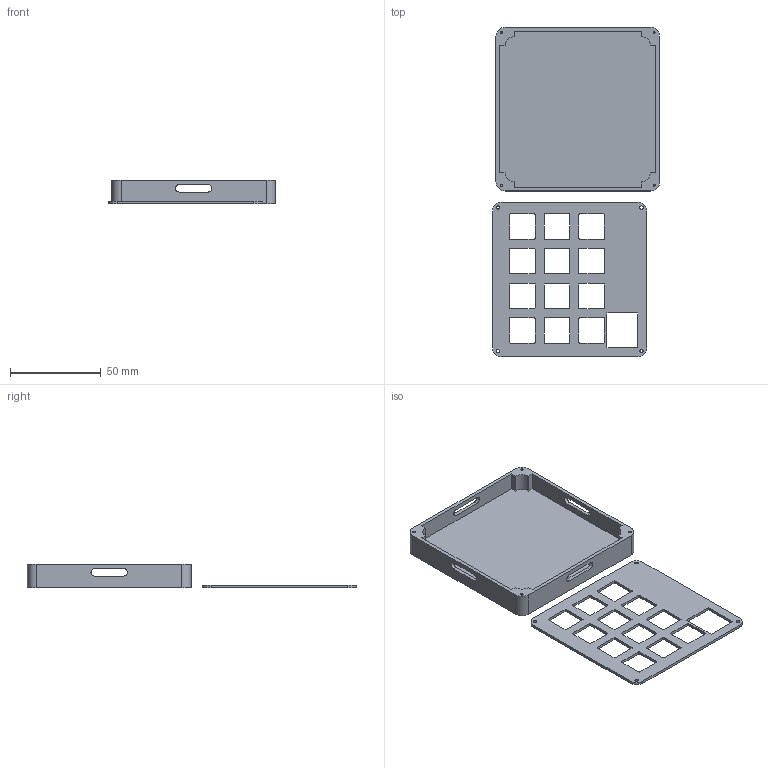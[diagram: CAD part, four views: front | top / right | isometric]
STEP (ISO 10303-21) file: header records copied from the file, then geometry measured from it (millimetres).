
FILE_DESCRIPTION(/* description */ (''),/* implementation_level */ '2;1');
FILE_NAME(/* name */ 'BeanPad - NumPad.step',/* time_stamp */ '2025-06-19T11:17:01-04:00',/* author */ (''),/* organization */ (''),/* preprocessor_version */ 'ST-DEVELOPER v20.1',/* originating_system */ 'Autodesk Translation Framework v14.10.0.0',/* authorisation */ '');
FILE_SCHEMA (('AUTOMOTIVE_DESIGN { 1 0 10303 214 3 1 1 }'));
Length unit declared in the file: millimetre
Products named in the file (2): BeanPad - NumPad; BeanPad
Assembly tree (1 placements, depth 2):
  BeanPad - NumPad
    BeanPad
Bounding box: 91.92 x 181.09 x 13 mm (x, y, z)
Volume: 38885.3 mm3; surface area: 34936.6 mm2
Topology: 2 solids, 2 shells, 852 faces, 2415 edges, 1610 vertices
Faces by surface type: bspline 368, plane 260, cylinder 224
Full cylindrical faces by diameter (mm): 0.969 x28, 1.253 x15, 1.254 x5, 1.8 x4
Entity records: 39679 total; most frequent: CARTESIAN_POINT 20408, ORIENTED_EDGE 4830, DIRECTION 2509, EDGE_CURVE 2415, VERTEX_POINT 1610, LINE 1215, VECTOR 1215, B_SPLINE_CURVE_WITH_KNOTS 1040
